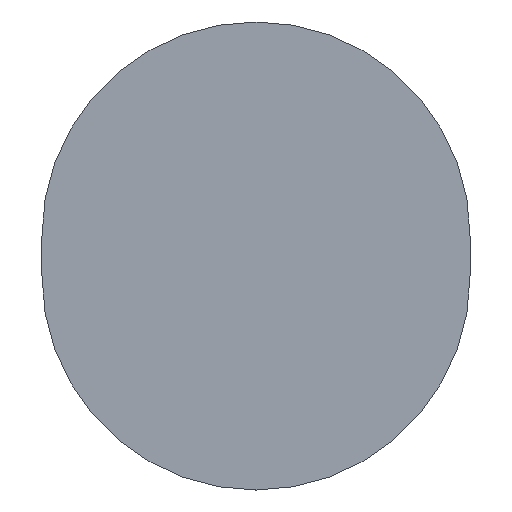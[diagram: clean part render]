
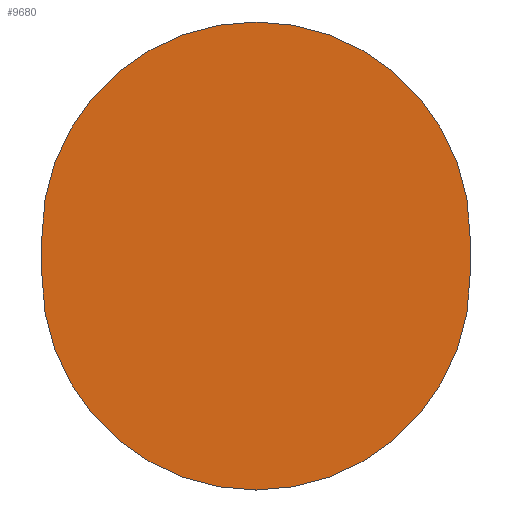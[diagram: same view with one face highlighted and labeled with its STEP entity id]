
A CAD part, left-side view. The second image highlights one B-rep face of the part: STEP entity #9680.
In plain terms, the highlighted planar face has unit normal (-1, 0, 0).
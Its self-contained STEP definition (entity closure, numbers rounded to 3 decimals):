
#664 = VERTEX_POINT ( 'NONE', #1707 ) ;
#707 = FACE_OUTER_BOUND ( 'NONE', #14318, .T. ) ;
#1020 = DIRECTION ( 'NONE',  ( 1., 0., 0. ) ) ;
#1707 = CARTESIAN_POINT ( 'NONE',  ( -14., -21.5, 2. ) ) ;
#2463 = VERTEX_POINT ( 'NONE', #20004 ) ;
#3564 = EDGE_CURVE ( 'NONE', #2463, #12900, #12996, .T. ) ;
#4166 = AXIS2_PLACEMENT_3D ( 'NONE', #18083, #1020, #14911 ) ;
#5485 = CARTESIAN_POINT ( 'NONE',  ( -14., 0., 2. ) ) ;
#5486 = AXIS2_PLACEMENT_3D ( 'NONE', #10232, #10446, #5537 ) ;
#5537 = DIRECTION ( 'NONE',  ( 0., 0., -1. ) ) ;
#6838 = DIRECTION ( 'NONE',  ( 0., 0., -1. ) ) ;
#6877 = VERTEX_POINT ( 'NONE', #14819 ) ;
#7196 = EDGE_CURVE ( 'NONE', #664, #2463, #15734, .T. ) ;
#7235 = DIRECTION ( 'NONE',  ( 1., 0., 0. ) ) ;
#8001 = ORIENTED_EDGE ( 'NONE', *, *, #7196, .F. ) ;
#8075 = CARTESIAN_POINT ( 'NONE',  ( -14., -21.5, 2. ) ) ;
#8291 = VECTOR ( 'NONE', #14293, 1000. ) ;
#8657 = CARTESIAN_POINT ( 'NONE',  ( -14., 21.5, 2. ) ) ;
#8935 = VERTEX_POINT ( 'NONE', #8657 ) ;
#8989 = AXIS2_PLACEMENT_3D ( 'NONE', #20092, #16650, #12463 ) ;
#9680 = ADVANCED_FACE ( 'NONE', ( #707 ), #19289, .F. ) ;
#10068 = EDGE_CURVE ( 'NONE', #6877, #8935, #10619, .T. ) ;
#10203 = CARTESIAN_POINT ( 'NONE',  ( -14., 21.5, -2. ) ) ;
#10232 = CARTESIAN_POINT ( 'NONE',  ( -14., 0., -2. ) ) ;
#10446 = DIRECTION ( 'NONE',  ( 1., 0., 0. ) ) ;
#10619 = LINE ( 'NONE', #10203, #16917 ) ;
#10934 = CIRCLE ( 'NONE', #18418, 21.5 ) ;
#11104 = ORIENTED_EDGE ( 'NONE', *, *, #15406, .F. ) ;
#11321 = CARTESIAN_POINT ( 'NONE',  ( -14., 0., -23.5 ) ) ;
#12215 = CIRCLE ( 'NONE', #8989, 21.5 ) ;
#12463 = DIRECTION ( 'NONE',  ( 0., 0., -1. ) ) ;
#12900 = VERTEX_POINT ( 'NONE', #11321 ) ;
#12996 = CIRCLE ( 'NONE', #5486, 21.5 ) ;
#13675 = DIRECTION ( 'NONE',  ( 0., 0., 1. ) ) ;
#14293 = DIRECTION ( 'NONE',  ( 0., 0., -1. ) ) ;
#14318 = EDGE_LOOP ( 'NONE', ( #8001, #11104, #18412, #14895, #19039 ) ) ;
#14819 = CARTESIAN_POINT ( 'NONE',  ( -14., 21.5, -2. ) ) ;
#14895 = ORIENTED_EDGE ( 'NONE', *, *, #15108, .F. ) ;
#14911 = DIRECTION ( 'NONE',  ( 0., 1., 0. ) ) ;
#15108 = EDGE_CURVE ( 'NONE', #12900, #6877, #12215, .T. ) ;
#15406 = EDGE_CURVE ( 'NONE', #8935, #664, #10934, .T. ) ;
#15734 = LINE ( 'NONE', #8075, #8291 ) ;
#16650 = DIRECTION ( 'NONE',  ( 1., 0., 0. ) ) ;
#16917 = VECTOR ( 'NONE', #13675, 1000. ) ;
#18083 = CARTESIAN_POINT ( 'NONE',  ( -14., 0., -2. ) ) ;
#18412 = ORIENTED_EDGE ( 'NONE', *, *, #10068, .F. ) ;
#18418 = AXIS2_PLACEMENT_3D ( 'NONE', #5485, #7235, #6838 ) ;
#19039 = ORIENTED_EDGE ( 'NONE', *, *, #3564, .F. ) ;
#19289 = PLANE ( 'NONE',  #4166 ) ;
#20004 = CARTESIAN_POINT ( 'NONE',  ( -14., -21.5, -2. ) ) ;
#20092 = CARTESIAN_POINT ( 'NONE',  ( -14., 0., -2. ) ) ;
